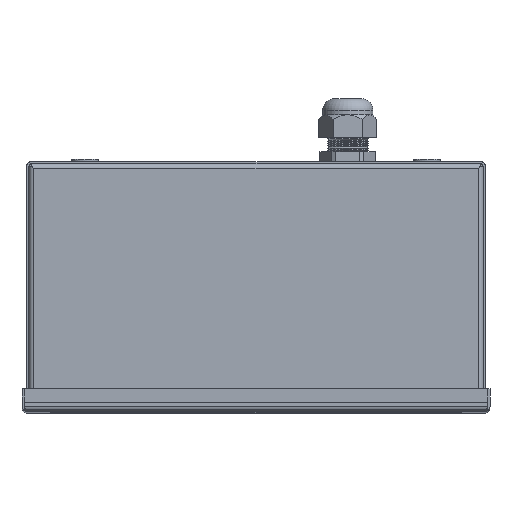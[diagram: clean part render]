
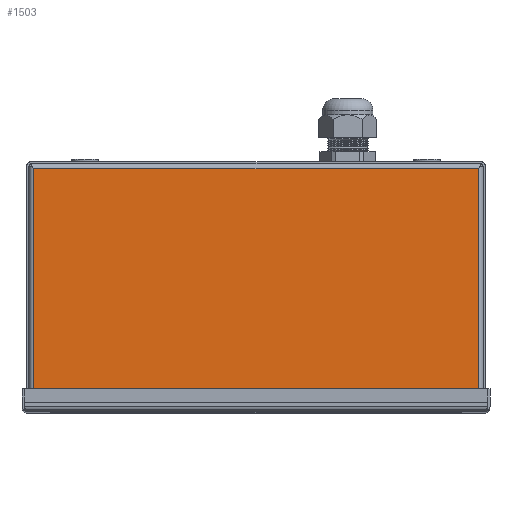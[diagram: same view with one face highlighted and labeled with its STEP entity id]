
A CAD part, top view. The second image highlights one B-rep face of the part: STEP entity #1503.
In plain terms, the highlighted planar face has unit normal (0, 0, 1).
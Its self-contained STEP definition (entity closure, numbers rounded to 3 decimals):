
#1503 = ADVANCED_FACE( '', ( #3018 ), #3019, .F. );
#3018 = FACE_OUTER_BOUND( '', #4620, .T. );
#3019 = PLANE( '', #4621 );
#4620 = EDGE_LOOP( '', ( #7967, #7968, #7969, #7970 ) );
#4621 = AXIS2_PLACEMENT_3D( '', #7971, #7972, #7973 );
#7967 = ORIENTED_EDGE( '', *, *, #10503, .T. );
#7968 = ORIENTED_EDGE( '', *, *, #10192, .T. );
#7969 = ORIENTED_EDGE( '', *, *, #9306, .F. );
#7970 = ORIENTED_EDGE( '', *, *, #10504, .T. );
#7971 = CARTESIAN_POINT( '', ( -99., 53., 1. ) );
#7972 = DIRECTION( '', ( 0., 0., -1. ) );
#7973 = DIRECTION( '', ( -1., 0., 0. ) );
#9306 = EDGE_CURVE( '', #10994, #10960, #10996, .T. );
#10192 = EDGE_CURVE( '', #12404, #10960, #12407, .T. );
#10503 = EDGE_CURVE( '', #12794, #12404, #12795, .T. );
#10504 = EDGE_CURVE( '', #10994, #12794, #12796, .T. );
#10960 = VERTEX_POINT( '', #13369 );
#10994 = VERTEX_POINT( '', #13414 );
#10996 = LINE( '', #13416, #13417 );
#12404 = VERTEX_POINT( '', #15541 );
#12407 = LINE( '', #15545, #15546 );
#12794 = VERTEX_POINT( '', #16153 );
#12795 = LINE( '', #16154, #16155 );
#12796 = LINE( '', #16156, #16157 );
#13369 = CARTESIAN_POINT( '', ( -96.79, -50.79, 1. ) );
#13414 = CARTESIAN_POINT( '', ( 96.79, -50.79, 1. ) );
#13416 = CARTESIAN_POINT( '', ( 96.79, -50.79, 1. ) );
#13417 = VECTOR( '', #16720, 1000. );
#15541 = CARTESIAN_POINT( '', ( -96.79, 50.79, 1. ) );
#15545 = CARTESIAN_POINT( '', ( -96.79, 50.79, 1. ) );
#15546 = VECTOR( '', #17639, 1000. );
#16153 = CARTESIAN_POINT( '', ( 96.79, 50.79, 1. ) );
#16154 = CARTESIAN_POINT( '', ( 96.79, 50.79, 1. ) );
#16155 = VECTOR( '', #17876, 1000. );
#16156 = CARTESIAN_POINT( '', ( 96.79, -50.79, 1. ) );
#16157 = VECTOR( '', #17877, 1000. );
#16720 = DIRECTION( '', ( -1., 0., 0. ) );
#17639 = DIRECTION( '', ( 0., -1., 0. ) );
#17876 = DIRECTION( '', ( -1., 0., 0. ) );
#17877 = DIRECTION( '', ( 0., 1., 0. ) );
